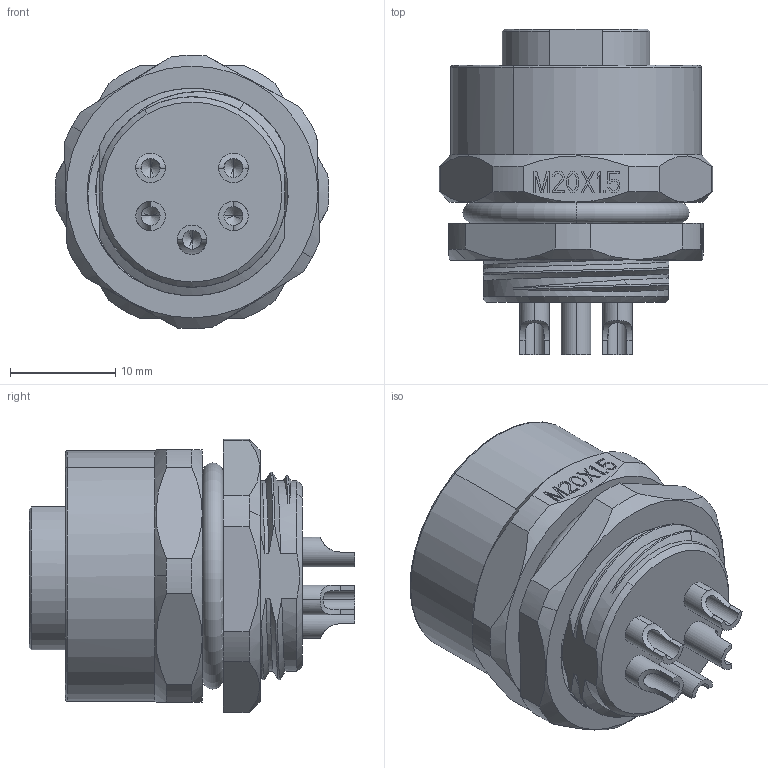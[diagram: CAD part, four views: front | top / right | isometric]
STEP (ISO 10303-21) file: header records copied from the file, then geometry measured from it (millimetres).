
FILE_DESCRIPTION((''),'2;1');
FILE_NAME('7_8-F05-BK-M20-C','2024-03-21T',('13288'),(''),'PRO/ENGINEER BY PARAMETRIC TECHNOLOGY CORPORATION, 2012480','PRO/ENGINEER BY PARAMETRIC TECHNOLOGY CORPORATION, 2012480','');
FILE_SCHEMA(('CONFIG_CONTROL_DESIGN'));
Length unit declared in the file: millimetre
Products named in the file (1): 7_8-F05-BK-M20-C
Bounding box: 26 x 30.95 x 26 mm (x, y, z)
Volume: 8466.9 mm3; surface area: 7394 mm2
Topology: 1 solids, 2 shells, 801 faces, 2327 edges, 1557 vertices
Faces by surface type: plane 471, cylinder 145, cone 96, torus 48, bspline 38, extrusion 3
Entity records: 31707 total; most frequent: CARTESIAN_POINT 11120, ORIENTED_EDGE 4634, DIRECTION 3843, EDGE_CURVE 2317, VERTEX_POINT 1557, AXIS2_PLACEMENT_3D 1285, VECTOR 1273, LINE 1270
